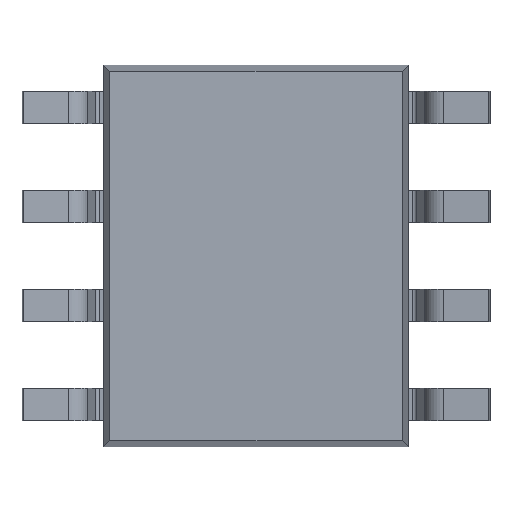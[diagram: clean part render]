
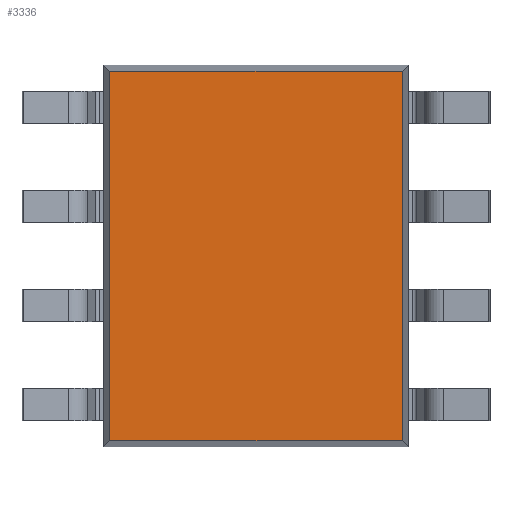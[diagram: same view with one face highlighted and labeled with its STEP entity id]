
A CAD part, front view. The second image highlights one B-rep face of the part: STEP entity #3336.
In plain terms, the highlighted planar face has unit normal (0, -1, 0).
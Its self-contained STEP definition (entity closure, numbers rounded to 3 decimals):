
#149 = PLANE ( 'NONE',  #3054 ) ;
#261 = VERTEX_POINT ( 'NONE', #3117 ) ;
#537 = VECTOR ( 'NONE', #2762, 1000. ) ;
#637 = CARTESIAN_POINT ( 'NONE',  ( 1.873, 0.25, -2.445 ) ) ;
#703 = CARTESIAN_POINT ( 'NONE',  ( 0., 0.25, 0. ) ) ;
#822 = EDGE_CURVE ( 'NONE', #3349, #1923, #1655, .T. ) ;
#961 = LINE ( 'NONE', #637, #537 ) ;
#1016 = CARTESIAN_POINT ( 'NONE',  ( -1.873, 0.25, 2.368 ) ) ;
#1088 = DIRECTION ( 'NONE',  ( 1., 0., 0. ) ) ;
#1187 = EDGE_CURVE ( 'NONE', #1923, #2055, #1456, .T. ) ;
#1456 = LINE ( 'NONE', #2326, #2713 ) ;
#1466 = ORIENTED_EDGE ( 'NONE', *, *, #2383, .T. ) ;
#1509 = EDGE_CURVE ( 'NONE', #261, #3349, #1608, .T. ) ;
#1608 = LINE ( 'NONE', #3398, #2602 ) ;
#1655 = LINE ( 'NONE', #3392, #3319 ) ;
#1814 = ORIENTED_EDGE ( 'NONE', *, *, #822, .T. ) ;
#1915 = FACE_OUTER_BOUND ( 'NONE', #3499, .T. ) ;
#1923 = VERTEX_POINT ( 'NONE', #2875 ) ;
#2055 = VERTEX_POINT ( 'NONE', #2276 ) ;
#2276 = CARTESIAN_POINT ( 'NONE',  ( 1.873, 0.25, -2.368 ) ) ;
#2326 = CARTESIAN_POINT ( 'NONE',  ( -1.95, 0.25, -2.368 ) ) ;
#2383 = EDGE_CURVE ( 'NONE', #2055, #261, #961, .T. ) ;
#2602 = VECTOR ( 'NONE', #3087, 1000. ) ;
#2713 = VECTOR ( 'NONE', #1088, 1000. ) ;
#2722 = ORIENTED_EDGE ( 'NONE', *, *, #1509, .T. ) ;
#2762 = DIRECTION ( 'NONE',  ( 0., 0., 1. ) ) ;
#2872 = DIRECTION ( 'NONE',  ( 0., 0., -1. ) ) ;
#2875 = CARTESIAN_POINT ( 'NONE',  ( -1.873, 0.25, -2.368 ) ) ;
#3020 = ORIENTED_EDGE ( 'NONE', *, *, #1187, .T. ) ;
#3054 = AXIS2_PLACEMENT_3D ( 'NONE', #703, #3689, #2872 ) ;
#3087 = DIRECTION ( 'NONE',  ( -1., 0., 0. ) ) ;
#3117 = CARTESIAN_POINT ( 'NONE',  ( 1.873, 0.25, 2.368 ) ) ;
#3119 = DIRECTION ( 'NONE',  ( 0., 0., -1. ) ) ;
#3319 = VECTOR ( 'NONE', #3119, 1000. ) ;
#3336 = ADVANCED_FACE ( 'NONE', ( #1915 ), #149, .T. ) ;
#3349 = VERTEX_POINT ( 'NONE', #1016 ) ;
#3392 = CARTESIAN_POINT ( 'NONE',  ( -1.873, 0.25, 2.445 ) ) ;
#3398 = CARTESIAN_POINT ( 'NONE',  ( 1.95, 0.25, 2.368 ) ) ;
#3499 = EDGE_LOOP ( 'NONE', ( #3020, #1466, #2722, #1814 ) ) ;
#3689 = DIRECTION ( 'NONE',  ( 0., -1., 0. ) ) ;
